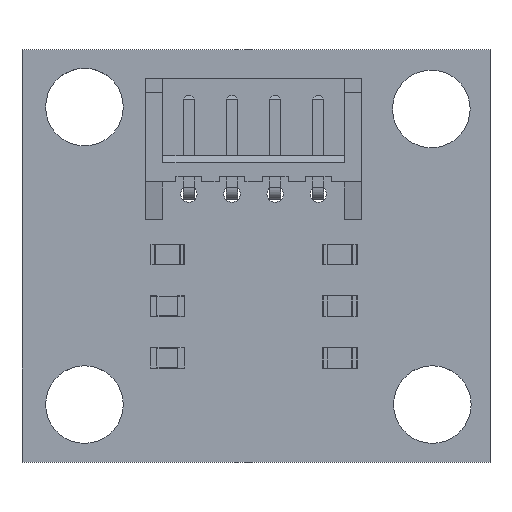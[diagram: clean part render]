
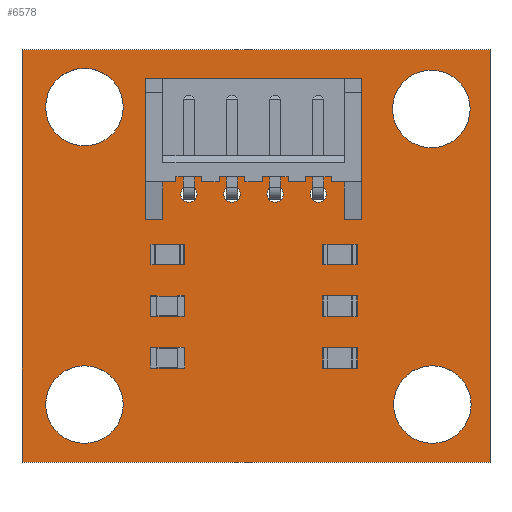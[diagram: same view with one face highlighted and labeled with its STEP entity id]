
A CAD part, top view. The second image highlights one B-rep face of the part: STEP entity #6578.
In plain terms, the highlighted planar face has unit normal (0, 0, 1).
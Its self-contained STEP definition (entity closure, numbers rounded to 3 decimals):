
#6378 = VERTEX_POINT('',#6379);
#6379 = CARTESIAN_POINT('',(151.7,-100.53,1.6));
#6385 = EDGE_CURVE('',#6378,#6386,#6388,.T.);
#6386 = VERTEX_POINT('',#6387);
#6387 = CARTESIAN_POINT('',(124.58,-100.53,1.6));
#6388 = LINE('',#6389,#6390);
#6389 = CARTESIAN_POINT('',(151.7,-100.53,1.6));
#6390 = VECTOR('',#6391,1.);
#6391 = DIRECTION('',(-1.,0.,0.));
#6418 = VERTEX_POINT('',#6419);
#6419 = CARTESIAN_POINT('',(151.7,-76.65,1.6));
#6425 = EDGE_CURVE('',#6418,#6378,#6426,.T.);
#6426 = LINE('',#6427,#6428);
#6427 = CARTESIAN_POINT('',(151.7,-76.65,1.6));
#6428 = VECTOR('',#6429,1.);
#6429 = DIRECTION('',(0.,-1.,0.));
#6447 = EDGE_CURVE('',#6386,#6448,#6450,.T.);
#6448 = VERTEX_POINT('',#6449);
#6449 = CARTESIAN_POINT('',(124.58,-76.65,1.6));
#6450 = LINE('',#6451,#6452);
#6451 = CARTESIAN_POINT('',(124.58,-100.53,1.6));
#6452 = VECTOR('',#6453,1.);
#6453 = DIRECTION('',(0.,1.,0.));
#6578 = ADVANCED_FACE('',(#6579,#6590,#6601,#6612,#6623,#6634,#6645,
    #6656,#6667),#6678,.T.);
#6579 = FACE_BOUND('',#6580,.T.);
#6580 = EDGE_LOOP('',(#6581,#6582,#6583,#6589));
#6581 = ORIENTED_EDGE('',*,*,#6385,.F.);
#6582 = ORIENTED_EDGE('',*,*,#6425,.F.);
#6583 = ORIENTED_EDGE('',*,*,#6584,.F.);
#6584 = EDGE_CURVE('',#6448,#6418,#6585,.T.);
#6585 = LINE('',#6586,#6587);
#6586 = CARTESIAN_POINT('',(124.58,-76.65,1.6));
#6587 = VECTOR('',#6588,1.);
#6588 = DIRECTION('',(1.,0.,0.));
#6589 = ORIENTED_EDGE('',*,*,#6447,.F.);
#6590 = FACE_BOUND('',#6591,.T.);
#6591 = EDGE_LOOP('',(#6592));
#6592 = ORIENTED_EDGE('',*,*,#6593,.F.);
#6593 = EDGE_CURVE('',#6594,#6594,#6596,.T.);
#6594 = VERTEX_POINT('',#6595);
#6595 = CARTESIAN_POINT('',(130.449,-97.2,1.6));
#6596 = CIRCLE('',#6597,2.249);
#6597 = AXIS2_PLACEMENT_3D('',#6598,#6599,#6600);
#6598 = CARTESIAN_POINT('',(128.2,-97.2,1.6));
#6599 = DIRECTION('',(0.,0.,1.));
#6600 = DIRECTION('',(1.,0.,-0.));
#6601 = FACE_BOUND('',#6602,.T.);
#6602 = EDGE_LOOP('',(#6603));
#6603 = ORIENTED_EDGE('',*,*,#6604,.F.);
#6604 = EDGE_CURVE('',#6605,#6605,#6607,.T.);
#6605 = VERTEX_POINT('',#6606);
#6606 = CARTESIAN_POINT('',(150.609,-97.2,1.6));
#6607 = CIRCLE('',#6608,2.249);
#6608 = AXIS2_PLACEMENT_3D('',#6609,#6610,#6611);
#6609 = CARTESIAN_POINT('',(148.36,-97.2,1.6));
#6610 = DIRECTION('',(0.,0.,1.));
#6611 = DIRECTION('',(1.,0.,-0.));
#6612 = FACE_BOUND('',#6613,.T.);
#6613 = EDGE_LOOP('',(#6614));
#6614 = ORIENTED_EDGE('',*,*,#6615,.T.);
#6615 = EDGE_CURVE('',#6616,#6616,#6618,.T.);
#6616 = VERTEX_POINT('',#6617);
#6617 = CARTESIAN_POINT('',(134.25,-85.475,1.6));
#6618 = CIRCLE('',#6619,0.475);
#6619 = AXIS2_PLACEMENT_3D('',#6620,#6621,#6622);
#6620 = CARTESIAN_POINT('',(134.25,-85.,1.6));
#6621 = DIRECTION('',(-0.,0.,-1.));
#6622 = DIRECTION('',(-0.,-1.,0.));
#6623 = FACE_BOUND('',#6624,.T.);
#6624 = EDGE_LOOP('',(#6625));
#6625 = ORIENTED_EDGE('',*,*,#6626,.T.);
#6626 = EDGE_CURVE('',#6627,#6627,#6629,.T.);
#6627 = VERTEX_POINT('',#6628);
#6628 = CARTESIAN_POINT('',(136.75,-85.475,1.6));
#6629 = CIRCLE('',#6630,0.475);
#6630 = AXIS2_PLACEMENT_3D('',#6631,#6632,#6633);
#6631 = CARTESIAN_POINT('',(136.75,-85.,1.6));
#6632 = DIRECTION('',(-0.,0.,-1.));
#6633 = DIRECTION('',(-0.,-1.,0.));
#6634 = FACE_BOUND('',#6635,.T.);
#6635 = EDGE_LOOP('',(#6636));
#6636 = ORIENTED_EDGE('',*,*,#6637,.F.);
#6637 = EDGE_CURVE('',#6638,#6638,#6640,.T.);
#6638 = VERTEX_POINT('',#6639);
#6639 = CARTESIAN_POINT('',(130.449,-79.96,1.6));
#6640 = CIRCLE('',#6641,2.249);
#6641 = AXIS2_PLACEMENT_3D('',#6642,#6643,#6644);
#6642 = CARTESIAN_POINT('',(128.2,-79.96,1.6));
#6643 = DIRECTION('',(0.,0.,1.));
#6644 = DIRECTION('',(1.,0.,-0.));
#6645 = FACE_BOUND('',#6646,.T.);
#6646 = EDGE_LOOP('',(#6647));
#6647 = ORIENTED_EDGE('',*,*,#6648,.T.);
#6648 = EDGE_CURVE('',#6649,#6649,#6651,.T.);
#6649 = VERTEX_POINT('',#6650);
#6650 = CARTESIAN_POINT('',(139.25,-85.475,1.6));
#6651 = CIRCLE('',#6652,0.475);
#6652 = AXIS2_PLACEMENT_3D('',#6653,#6654,#6655);
#6653 = CARTESIAN_POINT('',(139.25,-85.,1.6));
#6654 = DIRECTION('',(-0.,0.,-1.));
#6655 = DIRECTION('',(-0.,-1.,0.));
#6656 = FACE_BOUND('',#6657,.T.);
#6657 = EDGE_LOOP('',(#6658));
#6658 = ORIENTED_EDGE('',*,*,#6659,.T.);
#6659 = EDGE_CURVE('',#6660,#6660,#6662,.T.);
#6660 = VERTEX_POINT('',#6661);
#6661 = CARTESIAN_POINT('',(141.75,-85.475,1.6));
#6662 = CIRCLE('',#6663,0.475);
#6663 = AXIS2_PLACEMENT_3D('',#6664,#6665,#6666);
#6664 = CARTESIAN_POINT('',(141.75,-85.,1.6));
#6665 = DIRECTION('',(-0.,0.,-1.));
#6666 = DIRECTION('',(-0.,-1.,0.));
#6667 = FACE_BOUND('',#6668,.T.);
#6668 = EDGE_LOOP('',(#6669));
#6669 = ORIENTED_EDGE('',*,*,#6670,.F.);
#6670 = EDGE_CURVE('',#6671,#6671,#6673,.T.);
#6671 = VERTEX_POINT('',#6672);
#6672 = CARTESIAN_POINT('',(150.549,-80.07,1.6));
#6673 = CIRCLE('',#6674,2.249);
#6674 = AXIS2_PLACEMENT_3D('',#6675,#6676,#6677);
#6675 = CARTESIAN_POINT('',(148.3,-80.07,1.6));
#6676 = DIRECTION('',(0.,0.,1.));
#6677 = DIRECTION('',(1.,0.,-0.));
#6678 = PLANE('',#6679);
#6679 = AXIS2_PLACEMENT_3D('',#6680,#6681,#6682);
#6680 = CARTESIAN_POINT('',(0.,0.,1.6));
#6681 = DIRECTION('',(0.,0.,1.));
#6682 = DIRECTION('',(1.,0.,-0.));
